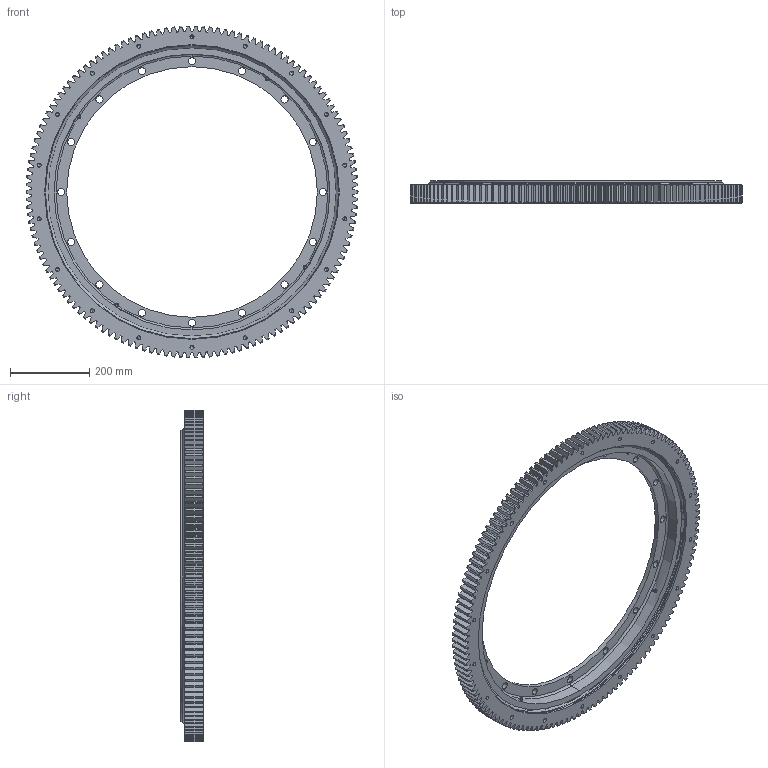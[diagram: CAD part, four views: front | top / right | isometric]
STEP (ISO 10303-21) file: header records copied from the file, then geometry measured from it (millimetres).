
FILE_DESCRIPTION (( 'STEP AP203' ), '1' );
FILE_NAME ('21-0741-01.STEP', '2017-12-27T14:52:26', ( 'defontaine' ), ( 'Hewlett-Packard Company' ), 'SwSTEP 2.0', 'SolidWorks 2016', '' );
FILE_SCHEMA (( 'CONFIG_CONTROL_DESIGN' ));
Length unit declared in the file: millimetre
Products named in the file (1): 21-0741-01
Bounding box: 840 x 56 x 839.89 mm (x, y, z)
Volume: 6952984.5 mm3; surface area: 1204233.2 mm2
Topology: 9 solids, 9 shells, 1088 faces, 3094 edges, 2017 vertices
Faces by surface type: cylinder 377, cone 344, plane 329, torus 28, sphere 10
Entity records: 36536 total; most frequent: CARTESIAN_POINT 8326, ORIENTED_EDGE 6106, DIRECTION 5803, EDGE_CURVE 3053, AXIS2_PLACEMENT_3D 2229, VERTEX_POINT 2014, LINE 1345, VECTOR 1345
